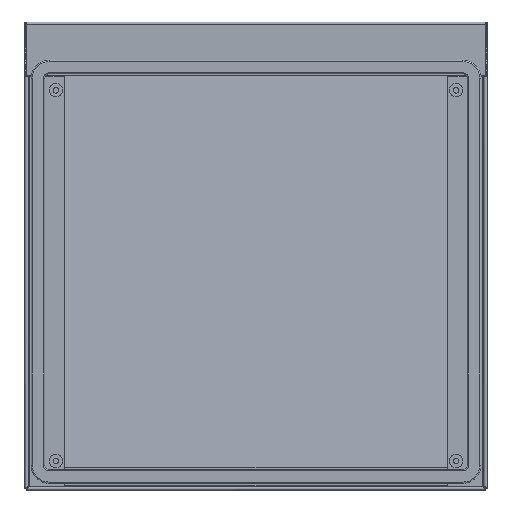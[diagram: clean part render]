
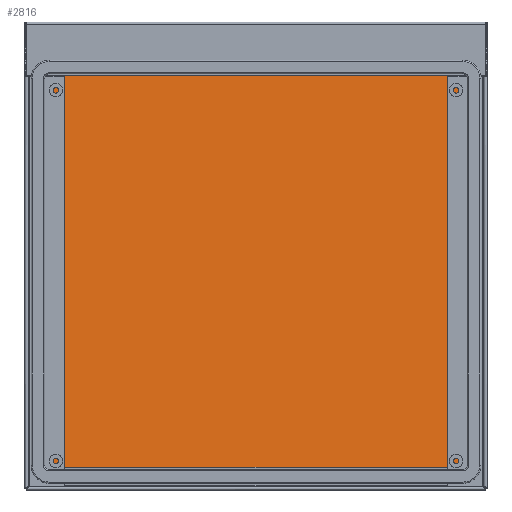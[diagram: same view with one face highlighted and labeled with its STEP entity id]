
A CAD part, front view. The second image highlights one B-rep face of the part: STEP entity #2816.
In plain terms, the highlighted planar face has unit normal (0, -0.996, 0.087).
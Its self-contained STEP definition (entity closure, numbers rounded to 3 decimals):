
#84 = DIRECTION ( 'NONE',  ( -1., 0., 0. ) ) ;
#448 = CARTESIAN_POINT ( 'NONE',  ( -203., 31.004, -192.913 ) ) ;
#541 = CARTESIAN_POINT ( 'NONE',  ( 203., 31.004, -192.913 ) ) ;
#617 = VECTOR ( 'NONE', #84, 1000. ) ;
#933 = CARTESIAN_POINT ( 'NONE',  ( -203., 65., 195.662 ) ) ;
#954 = PLANE ( 'NONE',  #5994 ) ;
#1021 = FACE_OUTER_BOUND ( 'NONE', #4996, .T. ) ;
#1067 = DIRECTION ( 'NONE',  ( 0., 0.087, 0.996 ) ) ;
#1112 = LINE ( 'NONE', #2041, #1392 ) ;
#1392 = VECTOR ( 'NONE', #3219, 1000. ) ;
#1449 = VERTEX_POINT ( 'NONE', #5674 ) ;
#1536 = CARTESIAN_POINT ( 'NONE',  ( 203., 65., 195.662 ) ) ;
#1539 = EDGE_CURVE ( 'NONE', #1554, #1449, #1112, .T. ) ;
#1554 = VERTEX_POINT ( 'NONE', #3568 ) ;
#1797 = LINE ( 'NONE', #448, #4042 ) ;
#2041 = CARTESIAN_POINT ( 'NONE',  ( 203., 31.004, -192.913 ) ) ;
#2174 = CARTESIAN_POINT ( 'NONE',  ( 203., 31.164, -191.087 ) ) ;
#2429 = EDGE_CURVE ( 'NONE', #5845, #5031, #1797, .T. ) ;
#2498 = DIRECTION ( 'NONE',  ( 0., -0.996, 0.087 ) ) ;
#2667 = VECTOR ( 'NONE', #6082, 1000. ) ;
#2816 = ADVANCED_FACE ( 'NONE', ( #1021 ), #954, .T. ) ;
#3065 = CARTESIAN_POINT ( 'NONE',  ( -203., 31.164, -191.087 ) ) ;
#3125 = LINE ( 'NONE', #2174, #2667 ) ;
#3219 = DIRECTION ( 'NONE',  ( 0., 0.087, 0.996 ) ) ;
#3388 = ORIENTED_EDGE ( 'NONE', *, *, #1539, .T. ) ;
#3433 = DIRECTION ( 'NONE',  ( 0., -0.087, -0.996 ) ) ;
#3568 = CARTESIAN_POINT ( 'NONE',  ( 203., 31.164, -191.087 ) ) ;
#4042 = VECTOR ( 'NONE', #1067, 1000. ) ;
#4064 = ORIENTED_EDGE ( 'NONE', *, *, #6058, .F. ) ;
#4414 = ORIENTED_EDGE ( 'NONE', *, *, #2429, .F. ) ;
#4554 = ORIENTED_EDGE ( 'NONE', *, *, #6279, .T. ) ;
#4880 = LINE ( 'NONE', #1536, #617 ) ;
#4996 = EDGE_LOOP ( 'NONE', ( #4554, #4414, #4064, #3388 ) ) ;
#5031 = VERTEX_POINT ( 'NONE', #933 ) ;
#5674 = CARTESIAN_POINT ( 'NONE',  ( 203., 65., 195.662 ) ) ;
#5845 = VERTEX_POINT ( 'NONE', #3065 ) ;
#5994 = AXIS2_PLACEMENT_3D ( 'NONE', #541, #2498, #3433 ) ;
#6058 = EDGE_CURVE ( 'NONE', #1554, #5845, #3125, .T. ) ;
#6082 = DIRECTION ( 'NONE',  ( -1., 0., 0. ) ) ;
#6279 = EDGE_CURVE ( 'NONE', #1449, #5031, #4880, .T. ) ;
